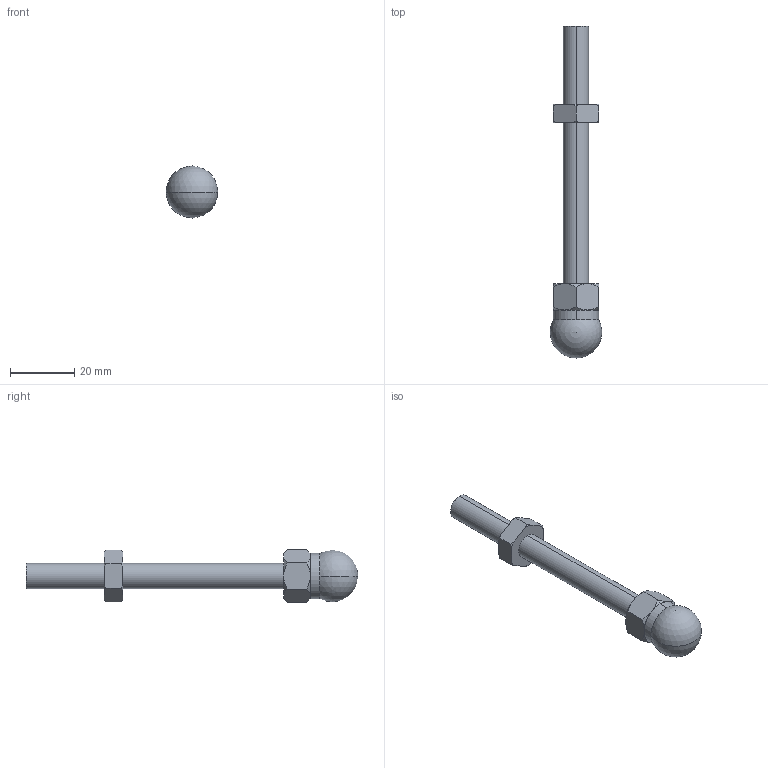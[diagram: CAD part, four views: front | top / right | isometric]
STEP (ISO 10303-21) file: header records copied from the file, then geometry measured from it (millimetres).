
FILE_DESCRIPTION (( 'STEP AP214' ), '1' );
FILE_NAME ('T21 Ñòåðæåíü îïîðû ðåãóëèðóåìîé Ì8õ80.STEP', '2019-05-21T10:31:39', ( 'Windows User' ), ( '' ), 'SwSTEP 2.0', 'SolidWorks 2018', '' );
FILE_SCHEMA (( 'AUTOMOTIVE_DESIGN' ));
Length unit declared in the file: millimetre
Products named in the file (1): T21 Ñòåðæåíü îïîðû ðåãóëèðóåìîé Ì8õ80
Bounding box: 16 x 102.98 x 16.17 mm (x, y, z)
Volume: 8115 mm3; surface area: 3629.3 mm2
Topology: 1 solids, 3 shells, 69 faces, 183 edges, 118 vertices
Faces by surface type: cone 36, plane 25, cylinder 6, sphere 2
Entity records: 2276 total; most frequent: CARTESIAN_POINT 585, ORIENTED_EDGE 348, DIRECTION 320, EDGE_CURVE 174, AXIS2_PLACEMENT_3D 130, VERTEX_POINT 115, EDGE_LOOP 73, FACE_OUTER_BOUND 69
